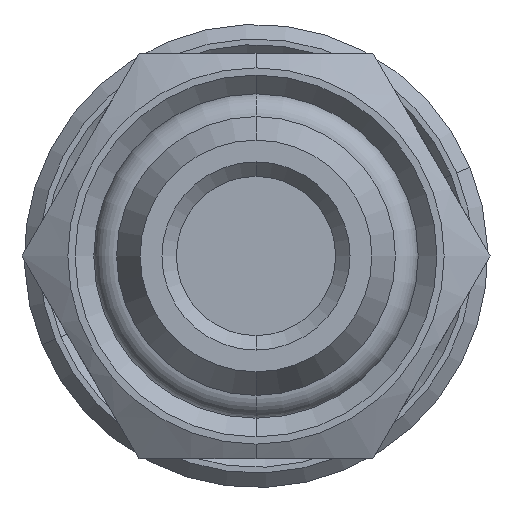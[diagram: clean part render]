
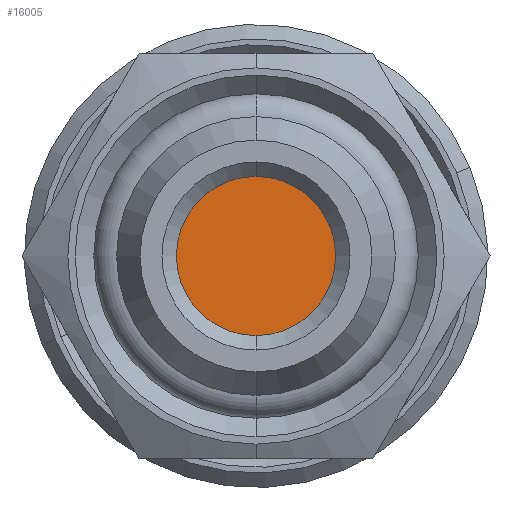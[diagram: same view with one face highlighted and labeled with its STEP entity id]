
A CAD part, front view. The second image highlights one B-rep face of the part: STEP entity #16005.
In plain terms, the highlighted planar face has unit normal (0, -1, 0).
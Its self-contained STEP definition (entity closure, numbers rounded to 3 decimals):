
#2744 = EDGE_LOOP ( 'NONE', ( #2830, #2831 ) ) ;
#2830 = ORIENTED_EDGE ( 'NONE', *, *, #14361, .F. ) ;
#2831 = ORIENTED_EDGE ( 'NONE', *, *, #22054, .F. ) ;
#8400 = AXIS2_PLACEMENT_3D ( 'NONE', #11447, #11448, #11449 ) ;
#9885 = CARTESIAN_POINT ( 'NONE',  ( 0., 1.179, 0. ) ) ;
#9886 = DIRECTION ( 'NONE',  ( 0., 1., 0. ) ) ;
#9887 = DIRECTION ( 'NONE',  ( 0., 0., -1. ) ) ;
#10384 = PLANE ( 'NONE',  #14308 ) ;
#10392 = CARTESIAN_POINT ( 'NONE',  ( 0., 1.179, 0. ) ) ;
#10393 = DIRECTION ( 'NONE',  ( 0., -1., 0. ) ) ;
#10394 = DIRECTION ( 'NONE',  ( 0., 0., -1. ) ) ;
#10460 = FACE_OUTER_BOUND ( 'NONE', #2744, .T. ) ;
#11043 = CARTESIAN_POINT ( 'NONE',  ( 0., 1.179, -2.75 ) ) ;
#11057 = CARTESIAN_POINT ( 'NONE',  ( 0., 1.179, 2.75 ) ) ;
#11447 = CARTESIAN_POINT ( 'NONE',  ( 0., 1.179, 0. ) ) ;
#11448 = DIRECTION ( 'NONE',  ( 0., 1., 0. ) ) ;
#11449 = DIRECTION ( 'NONE',  ( 0., 0., -1. ) ) ;
#14308 = AXIS2_PLACEMENT_3D ( 'NONE', #10392, #10393, #10394 ) ;
#14361 = EDGE_CURVE ( 'NONE', #16242, #16246, #16338, .T. ) ;
#16005 = ADVANCED_FACE ( 'NONE', ( #10460 ), #10384, .T. ) ;
#16242 = VERTEX_POINT ( 'NONE', #11043 ) ;
#16246 = VERTEX_POINT ( 'NONE', #11057 ) ;
#16338 = CIRCLE ( 'NONE', #21884, 2.75 ) ;
#21884 = AXIS2_PLACEMENT_3D ( 'NONE', #9885, #9886, #9887 ) ;
#22054 = EDGE_CURVE ( 'NONE', #16246, #16242, #22207, .T. ) ;
#22207 = CIRCLE ( 'NONE', #8400, 2.75 ) ;
